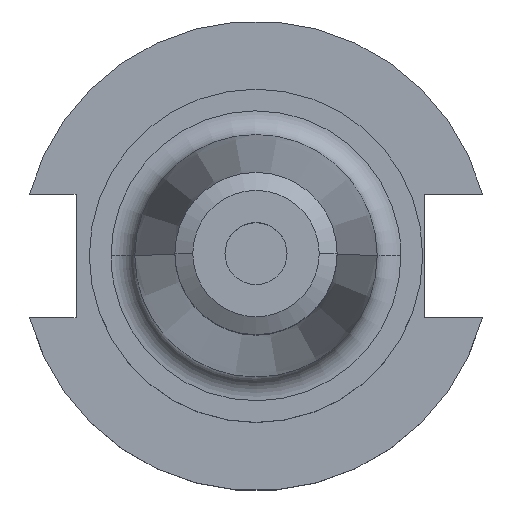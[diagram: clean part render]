
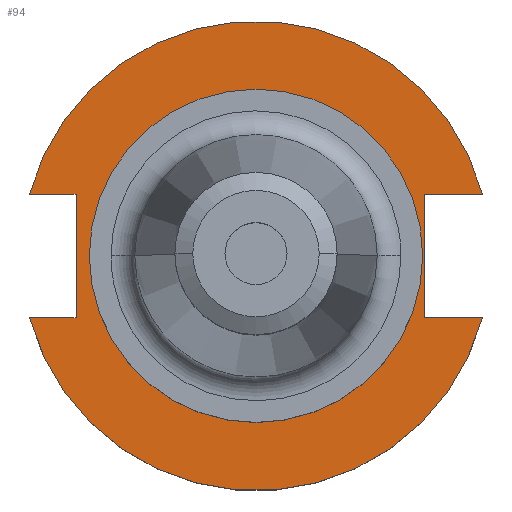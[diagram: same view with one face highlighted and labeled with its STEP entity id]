
A CAD part, top view. The second image highlights one B-rep face of the part: STEP entity #94.
In plain terms, the highlighted planar face has unit normal (0, 0, 1).
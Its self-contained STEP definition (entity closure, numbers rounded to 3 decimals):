
#16 = DIRECTION ( 'NONE',  ( 1., 0., 0. ) ) ;
#61 = ORIENTED_EDGE ( 'NONE', *, *, #2038, .F. ) ;
#94 = ADVANCED_FACE ( 'NONE', ( #1151, #779 ), #1644, .T. ) ;
#124 = AXIS2_PLACEMENT_3D ( 'NONE', #1585, #1556, #1087 ) ;
#141 = ORIENTED_EDGE ( 'NONE', *, *, #820, .F. ) ;
#143 = VECTOR ( 'NONE', #524, 1000. ) ;
#192 = DIRECTION ( 'NONE',  ( 0., 0., 1. ) ) ;
#196 = CARTESIAN_POINT ( 'NONE',  ( 35.306, -12.954, 19.05 ) ) ;
#200 = ORIENTED_EDGE ( 'NONE', *, *, #583, .T. ) ;
#210 = DIRECTION ( 'NONE',  ( -1., 0., 0. ) ) ;
#269 = EDGE_CURVE ( 'NONE', #599, #1152, #1650, .T. ) ;
#292 = DIRECTION ( 'NONE',  ( -1., 0., 0. ) ) ;
#295 = EDGE_CURVE ( 'NONE', #1741, #868, #1176, .T. ) ;
#311 = CARTESIAN_POINT ( 'NONE',  ( 47.477, -12.954, 19.05 ) ) ;
#344 = CARTESIAN_POINT ( 'NONE',  ( 35.306, 12.954, 19.05 ) ) ;
#351 = ORIENTED_EDGE ( 'NONE', *, *, #295, .F. ) ;
#354 = CARTESIAN_POINT ( 'NONE',  ( -47.477, 12.954, 19.05 ) ) ;
#374 = VERTEX_POINT ( 'NONE', #311 ) ;
#394 = EDGE_CURVE ( 'NONE', #897, #853, #1023, .T. ) ;
#464 = CARTESIAN_POINT ( 'NONE',  ( -47.477, -12.954, 19.05 ) ) ;
#465 = DIRECTION ( 'NONE',  ( 0., 0., 1. ) ) ;
#524 = DIRECTION ( 'NONE',  ( 1., 0., 0. ) ) ;
#527 = CARTESIAN_POINT ( 'NONE',  ( -37.719, 12.954, 19.05 ) ) ;
#532 = ORIENTED_EDGE ( 'NONE', *, *, #394, .F. ) ;
#569 = CARTESIAN_POINT ( 'NONE',  ( 35.306, -12.954, 19.05 ) ) ;
#576 = LINE ( 'NONE', #196, #143 ) ;
#583 = EDGE_CURVE ( 'NONE', #1962, #374, #1841, .T. ) ;
#599 = VERTEX_POINT ( 'NONE', #1238 ) ;
#610 = LINE ( 'NONE', #344, #970 ) ;
#631 = LINE ( 'NONE', #1859, #994 ) ;
#641 = DIRECTION ( 'NONE',  ( 1., 0., 0. ) ) ;
#643 = LINE ( 'NONE', #799, #1799 ) ;
#741 = ORIENTED_EDGE ( 'NONE', *, *, #1674, .F. ) ;
#754 = VECTOR ( 'NONE', #210, 1000. ) ;
#776 = VERTEX_POINT ( 'NONE', #354 ) ;
#779 = FACE_OUTER_BOUND ( 'NONE', #1244, .T. ) ;
#794 = DIRECTION ( 'NONE',  ( 1., 0., 0. ) ) ;
#799 = CARTESIAN_POINT ( 'NONE',  ( -63.719, -12.954, 19.05 ) ) ;
#813 = DIRECTION ( 'NONE',  ( 0., 0., 1. ) ) ;
#820 = EDGE_CURVE ( 'NONE', #868, #1315, #610, .T. ) ;
#849 = AXIS2_PLACEMENT_3D ( 'NONE', #952, #813, #794 ) ;
#853 = VERTEX_POINT ( 'NONE', #527 ) ;
#868 = VERTEX_POINT ( 'NONE', #1654 ) ;
#897 = VERTEX_POINT ( 'NONE', #1351 ) ;
#942 = CIRCLE ( 'NONE', #1428, 49.212 ) ;
#952 = CARTESIAN_POINT ( 'NONE',  ( 0., 0., 19.05 ) ) ;
#970 = VECTOR ( 'NONE', #1338, 1000. ) ;
#991 = DIRECTION ( 'NONE',  ( 1., 0., 0. ) ) ;
#994 = VECTOR ( 'NONE', #292, 1000. ) ;
#1020 = EDGE_LOOP ( 'NONE', ( #1981, #61 ) ) ;
#1023 = LINE ( 'NONE', #1800, #1862 ) ;
#1031 = EDGE_CURVE ( 'NONE', #853, #776, #631, .T. ) ;
#1080 = EDGE_CURVE ( 'NONE', #1741, #776, #942, .T. ) ;
#1087 = DIRECTION ( 'NONE',  ( 1., 0., 0. ) ) ;
#1130 = CARTESIAN_POINT ( 'NONE',  ( 35.306, 12.954, 19.05 ) ) ;
#1151 = FACE_BOUND ( 'NONE', #1020, .T. ) ;
#1152 = VERTEX_POINT ( 'NONE', #1826 ) ;
#1176 = LINE ( 'NONE', #1130, #754 ) ;
#1238 = CARTESIAN_POINT ( 'NONE',  ( 34.925, 0., 19.05 ) ) ;
#1244 = EDGE_LOOP ( 'NONE', ( #200, #741, #141, #351, #1420, #1586, #532, #1865 ) ) ;
#1315 = VERTEX_POINT ( 'NONE', #569 ) ;
#1338 = DIRECTION ( 'NONE',  ( 0., -1., 0. ) ) ;
#1351 = CARTESIAN_POINT ( 'NONE',  ( -37.719, -12.954, 19.05 ) ) ;
#1388 = CARTESIAN_POINT ( 'NONE',  ( 47.477, 12.954, 19.05 ) ) ;
#1391 = CIRCLE ( 'NONE', #849, 34.925 ) ;
#1420 = ORIENTED_EDGE ( 'NONE', *, *, #1080, .T. ) ;
#1428 = AXIS2_PLACEMENT_3D ( 'NONE', #1616, #1609, #16 ) ;
#1556 = DIRECTION ( 'NONE',  ( 0., 0., 1. ) ) ;
#1558 = AXIS2_PLACEMENT_3D ( 'NONE', #1790, #465, #991 ) ;
#1585 = CARTESIAN_POINT ( 'NONE',  ( 0., 0., 19.05 ) ) ;
#1586 = ORIENTED_EDGE ( 'NONE', *, *, #1031, .F. ) ;
#1603 = CARTESIAN_POINT ( 'NONE',  ( 0., 49.212, 19.05 ) ) ;
#1609 = DIRECTION ( 'NONE',  ( 0., 0., 1. ) ) ;
#1616 = CARTESIAN_POINT ( 'NONE',  ( 0., 0., 19.05 ) ) ;
#1644 = PLANE ( 'NONE',  #2012 ) ;
#1650 = CIRCLE ( 'NONE', #1558, 34.925 ) ;
#1654 = CARTESIAN_POINT ( 'NONE',  ( 35.306, 12.954, 19.05 ) ) ;
#1674 = EDGE_CURVE ( 'NONE', #1315, #374, #576, .T. ) ;
#1741 = VERTEX_POINT ( 'NONE', #1388 ) ;
#1762 = DIRECTION ( 'NONE',  ( 0., 1., 0. ) ) ;
#1790 = CARTESIAN_POINT ( 'NONE',  ( 0., 0., 19.05 ) ) ;
#1799 = VECTOR ( 'NONE', #641, 1000. ) ;
#1800 = CARTESIAN_POINT ( 'NONE',  ( -37.719, 12.954, 19.05 ) ) ;
#1826 = CARTESIAN_POINT ( 'NONE',  ( -34.925, 0., 19.05 ) ) ;
#1841 = CIRCLE ( 'NONE', #124, 49.212 ) ;
#1859 = CARTESIAN_POINT ( 'NONE',  ( -63.719, 12.954, 19.05 ) ) ;
#1862 = VECTOR ( 'NONE', #1762, 1000. ) ;
#1865 = ORIENTED_EDGE ( 'NONE', *, *, #2011, .F. ) ;
#1960 = DIRECTION ( 'NONE',  ( 1., 0., 0. ) ) ;
#1962 = VERTEX_POINT ( 'NONE', #464 ) ;
#1981 = ORIENTED_EDGE ( 'NONE', *, *, #269, .F. ) ;
#2011 = EDGE_CURVE ( 'NONE', #1962, #897, #643, .T. ) ;
#2012 = AXIS2_PLACEMENT_3D ( 'NONE', #1603, #192, #1960 ) ;
#2038 = EDGE_CURVE ( 'NONE', #1152, #599, #1391, .T. ) ;
